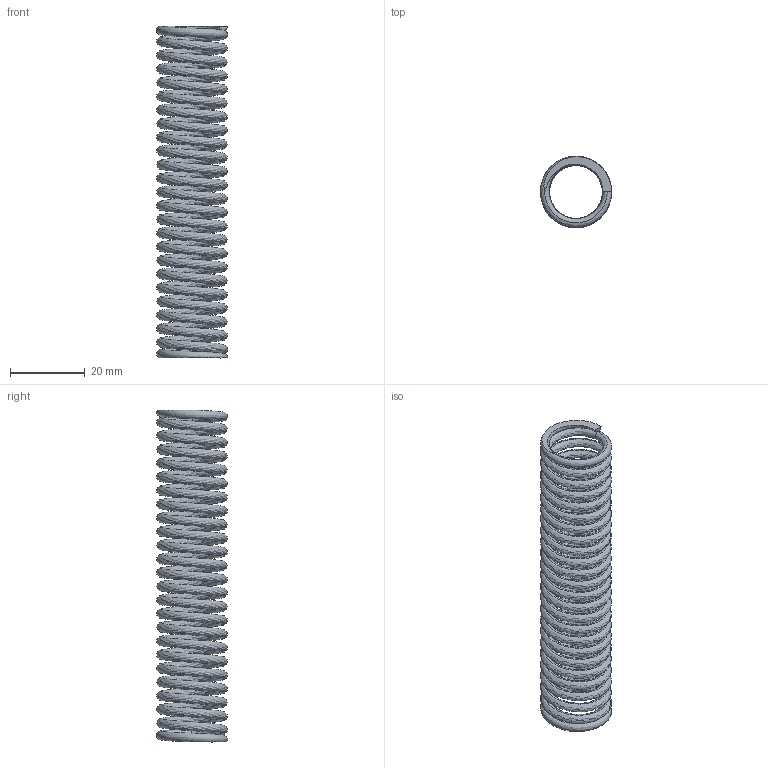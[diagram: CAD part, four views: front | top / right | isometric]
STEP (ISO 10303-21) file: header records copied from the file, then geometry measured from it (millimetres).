
FILE_DESCRIPTION (( 'STEP AP203' ), '1' );
FILE_NAME ('9657K143.step', '2012-07-11T19:41:07', ( 't2jrg' ), ( '' ), 'SwSTEP 2.0', 'SolidWorks 2009', '' );
FILE_SCHEMA (( 'CONFIG_CONTROL_DESIGN' ));
Length unit declared in the file: inch
Products named in the file (1): 9657K143
Bounding box: 19.05 x 19.05 x 88.9 mm (x, y, z)
Volume: 5487.2 mm3; surface area: 9551.1 mm2
Topology: 1 solids, 1 shells, 10 faces, 20 edges, 12 vertices
Faces by surface type: bspline 6, plane 4
Entity records: 4962 total; most frequent: CARTESIAN_POINT 4734, ORIENTED_EDGE 40, EDGE_CURVE 20, DIRECTION 16, VERTEX_POINT 12, FACE_OUTER_BOUND 10, B_SPLINE_CURVE_WITH_KNOTS 10, ADVANCED_FACE 10
